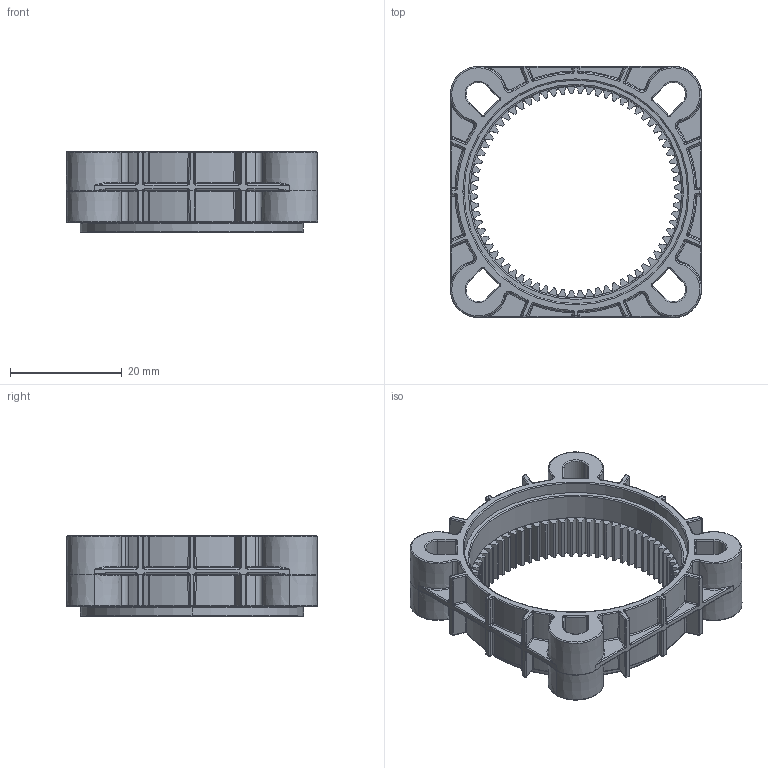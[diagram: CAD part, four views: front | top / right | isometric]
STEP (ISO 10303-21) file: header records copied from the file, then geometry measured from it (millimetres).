
FILE_DESCRIPTION (( 'STEP AP214' ), '1' );
FILE_NAME ('217-5832-001 Rev7.STEP', '2017-06-20T20:03:47', ( '' ), ( '' ), 'SwSTEP 2.0', 'SolidWorks 2016', '' );
FILE_SCHEMA (( 'AUTOMOTIVE_DESIGN' ));
Length unit declared in the file: millimetre
Products named in the file (1): 217-5832-001 Rev7
Bounding box: 45.05 x 45.1 x 14.5 mm (x, y, z)
Volume: 8258.7 mm3; surface area: 8238.1 mm2
Topology: 1 solids, 1 shells, 1056 faces, 2515 edges, 1440 vertices
Faces by surface type: cylinder 316, bspline 276, torus 176, plane 109, sphere 107, cone 72
Entity records: 42272 total; most frequent: CARTESIAN_POINT 19686, ORIENTED_EDGE 4982, DIRECTION 4610, EDGE_CURVE 2491, AXIS2_PLACEMENT_3D 1965, VERTEX_POINT 1440, CIRCLE 1184, EDGE_LOOP 1069
